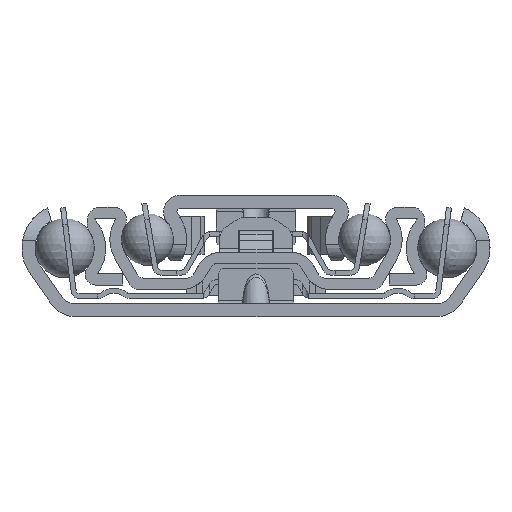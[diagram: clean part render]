
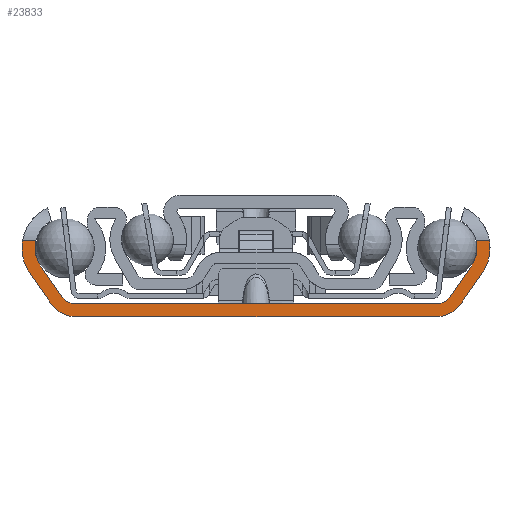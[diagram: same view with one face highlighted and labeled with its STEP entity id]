
A CAD part, left-side view. The second image highlights one B-rep face of the part: STEP entity #23833.
In plain terms, the highlighted planar face has unit normal (-1, 0, 0).
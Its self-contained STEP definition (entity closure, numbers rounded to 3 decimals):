
#450=PLANE('',#25541);
#1444=FACE_OUTER_BOUND('',#2691,.T.);
#2691=EDGE_LOOP('',(#16547,#16548,#16549,#16550,#16551,#16552,#16553,#16554,
#16555,#16556,#16557,#16558,#16559,#16560,#16561,#16562));
#3922=LINE('',#35173,#6178);
#4042=LINE('',#36387,#6298);
#4082=LINE('',#36532,#6338);
#4083=LINE('',#36547,#6339);
#4087=LINE('',#36558,#6343);
#4089=LINE('',#36565,#6345);
#4092=LINE('',#36574,#6348);
#4094=LINE('',#36581,#6350);
#6178=VECTOR('',#27790,10.);
#6298=VECTOR('',#28322,10.);
#6338=VECTOR('',#28432,10.);
#6339=VECTOR('',#28437,10.);
#6343=VECTOR('',#28453,10.);
#6345=VECTOR('',#28461,10.);
#6348=VECTOR('',#28474,10.);
#6350=VECTOR('',#28482,10.);
#8533=CIRCLE('',#25469,6.725);
#8542=CIRCLE('',#25480,4.75);
#8553=CIRCLE('',#25526,4.5);
#8554=CIRCLE('',#25529,4.75);
#8555=CIRCLE('',#25532,2.25);
#8556=CIRCLE('',#25534,2.25);
#8557=CIRCLE('',#25537,6.725);
#8558=CIRCLE('',#25540,4.5);
#9593=VERTEX_POINT('',#35171);
#9594=VERTEX_POINT('',#35172);
#9782=VERTEX_POINT('',#36295);
#9783=VERTEX_POINT('',#36308);
#9795=VERTEX_POINT('',#36338);
#9796=VERTEX_POINT('',#36349);
#9801=VERTEX_POINT('',#36385);
#9802=VERTEX_POINT('',#36386);
#9831=VERTEX_POINT('',#36518);
#9833=VERTEX_POINT('',#36535);
#9835=VERTEX_POINT('',#36554);
#9836=VERTEX_POINT('',#36560);
#9837=VERTEX_POINT('',#36564);
#9838=VERTEX_POINT('',#36570);
#9839=VERTEX_POINT('',#36576);
#9840=VERTEX_POINT('',#36580);
#12065=EDGE_CURVE('',#9593,#9594,#3922,.T.);
#12344=EDGE_CURVE('',#9782,#9783,#8533,.T.);
#12361=EDGE_CURVE('',#9795,#9796,#8542,.T.);
#12367=EDGE_CURVE('',#9801,#9802,#4042,.T.);
#12423=EDGE_CURVE('',#9831,#9795,#4082,.T.);
#12426=EDGE_CURVE('',#9833,#9782,#4083,.T.);
#12430=EDGE_CURVE('',#9835,#9801,#8553,.T.);
#12432=EDGE_CURVE('',#9783,#9835,#4087,.T.);
#12434=EDGE_CURVE('',#9836,#9833,#8554,.T.);
#12435=EDGE_CURVE('',#9837,#9836,#4089,.T.);
#12437=EDGE_CURVE('',#9594,#9837,#8555,.T.);
#12438=EDGE_CURVE('',#9838,#9593,#8556,.T.);
#12440=EDGE_CURVE('',#9796,#9838,#4092,.T.);
#12442=EDGE_CURVE('',#9839,#9831,#8557,.T.);
#12443=EDGE_CURVE('',#9840,#9839,#4094,.T.);
#12445=EDGE_CURVE('',#9802,#9840,#8558,.T.);
#16547=ORIENTED_EDGE('',*,*,#12426,.F.);
#16548=ORIENTED_EDGE('',*,*,#12434,.F.);
#16549=ORIENTED_EDGE('',*,*,#12435,.F.);
#16550=ORIENTED_EDGE('',*,*,#12437,.F.);
#16551=ORIENTED_EDGE('',*,*,#12065,.F.);
#16552=ORIENTED_EDGE('',*,*,#12438,.F.);
#16553=ORIENTED_EDGE('',*,*,#12440,.F.);
#16554=ORIENTED_EDGE('',*,*,#12361,.F.);
#16555=ORIENTED_EDGE('',*,*,#12423,.F.);
#16556=ORIENTED_EDGE('',*,*,#12442,.F.);
#16557=ORIENTED_EDGE('',*,*,#12443,.F.);
#16558=ORIENTED_EDGE('',*,*,#12445,.F.);
#16559=ORIENTED_EDGE('',*,*,#12367,.F.);
#16560=ORIENTED_EDGE('',*,*,#12430,.F.);
#16561=ORIENTED_EDGE('',*,*,#12432,.F.);
#16562=ORIENTED_EDGE('',*,*,#12344,.F.);
#23833=ADVANCED_FACE('',(#1444),#450,.F.);
#25469=AXIS2_PLACEMENT_3D('',#36309,#28282,#28283);
#25480=AXIS2_PLACEMENT_3D('',#36350,#28311,#28312);
#25526=AXIS2_PLACEMENT_3D('',#36555,#28448,#28449);
#25529=AXIS2_PLACEMENT_3D('',#36562,#28457,#28458);
#25532=AXIS2_PLACEMENT_3D('',#36568,#28465,#28466);
#25534=AXIS2_PLACEMENT_3D('',#36571,#28469,#28470);
#25537=AXIS2_PLACEMENT_3D('',#36578,#28478,#28479);
#25540=AXIS2_PLACEMENT_3D('',#36584,#28486,#28487);
#25541=AXIS2_PLACEMENT_3D('',#36585,#28488,#28489);
#27790=DIRECTION('',(0.,-1.,0.));
#28282=DIRECTION('center_axis',(1.,0.,0.));
#28283=DIRECTION('ref_axis',(0.,-0.421,0.907));
#28311=DIRECTION('center_axis',(-1.,0.,0.));
#28312=DIRECTION('ref_axis',(0.,-0.819,0.574));
#28322=DIRECTION('',(0.,1.,0.));
#28432=DIRECTION('',(0.,-1.,0.));
#28437=DIRECTION('',(0.,-1.,0.));
#28448=DIRECTION('center_axis',(1.,0.,0.));
#28449=DIRECTION('ref_axis',(0.,-0.819,-0.574));
#28453=DIRECTION('',(0.,0.574,-0.819));
#28457=DIRECTION('center_axis',(-1.,0.,0.));
#28458=DIRECTION('ref_axis',(0.,0.489,-0.872));
#28461=DIRECTION('',(0.,-0.574,0.819));
#28465=DIRECTION('center_axis',(-1.,0.,0.));
#28466=DIRECTION('ref_axis',(0.,0.819,0.574));
#28469=DIRECTION('center_axis',(-1.,0.,0.));
#28470=DIRECTION('ref_axis',(0.,0.,1.));
#28474=DIRECTION('',(0.,-0.574,-0.819));
#28478=DIRECTION('center_axis',(1.,0.,0.));
#28479=DIRECTION('ref_axis',(0.,0.819,-0.574));
#28482=DIRECTION('',(0.,0.574,0.819));
#28486=DIRECTION('center_axis',(1.,0.,0.));
#28487=DIRECTION('ref_axis',(0.,0.,-1.));
#28488=DIRECTION('center_axis',(1.,0.,0.));
#28489=DIRECTION('ref_axis',(0.,0.,-1.));
#35171=CARTESIAN_POINT('',(0.,27.471,2.));
#35172=CARTESIAN_POINT('',(0.,-27.471,2.));
#35173=CARTESIAN_POINT('',(0.,27.471,2.));
#36295=CARTESIAN_POINT('',(0.,-35.359,11.5));
#36308=CARTESIAN_POINT('',(0.,-34.234,6.543));
#36309=CARTESIAN_POINT('Origin',(0.,-28.725,10.4));
#36338=CARTESIAN_POINT('',(0.,33.346,11.5));
#36349=CARTESIAN_POINT('',(0.,32.616,7.676));
#36350=CARTESIAN_POINT('Origin',(0.,28.725,10.4));
#36385=CARTESIAN_POINT('',(0.,-27.31,0.));
#36386=CARTESIAN_POINT('',(0.,27.31,0.));
#36387=CARTESIAN_POINT('',(0.,0.,0.));
#36518=CARTESIAN_POINT('',(0.,35.359,11.5));
#36532=CARTESIAN_POINT('',(0.,0.,11.5));
#36535=CARTESIAN_POINT('',(0.,-33.346,11.5));
#36547=CARTESIAN_POINT('',(0.,0.,11.5));
#36554=CARTESIAN_POINT('',(0.,-30.996,1.919));
#36555=CARTESIAN_POINT('Origin',(0.,-27.31,4.5));
#36558=CARTESIAN_POINT('',(0.,-34.234,6.543));
#36560=CARTESIAN_POINT('',(0.,-32.616,7.676));
#36562=CARTESIAN_POINT('Origin',(0.,-28.725,10.4));
#36564=CARTESIAN_POINT('',(0.,-29.314,2.959));
#36565=CARTESIAN_POINT('',(0.,-29.314,2.959));
#36568=CARTESIAN_POINT('Origin',(0.,-27.471,4.25));
#36570=CARTESIAN_POINT('',(0.,29.314,2.959));
#36571=CARTESIAN_POINT('Origin',(0.,27.471,4.25));
#36574=CARTESIAN_POINT('',(0.,32.616,7.676));
#36576=CARTESIAN_POINT('',(0.,34.234,6.543));
#36578=CARTESIAN_POINT('Origin',(0.,28.725,10.4));
#36580=CARTESIAN_POINT('',(0.,30.996,1.919));
#36581=CARTESIAN_POINT('',(0.,30.996,1.919));
#36584=CARTESIAN_POINT('Origin',(0.,27.31,4.5));
#36585=CARTESIAN_POINT('Origin',(0.,0.,3.636));
